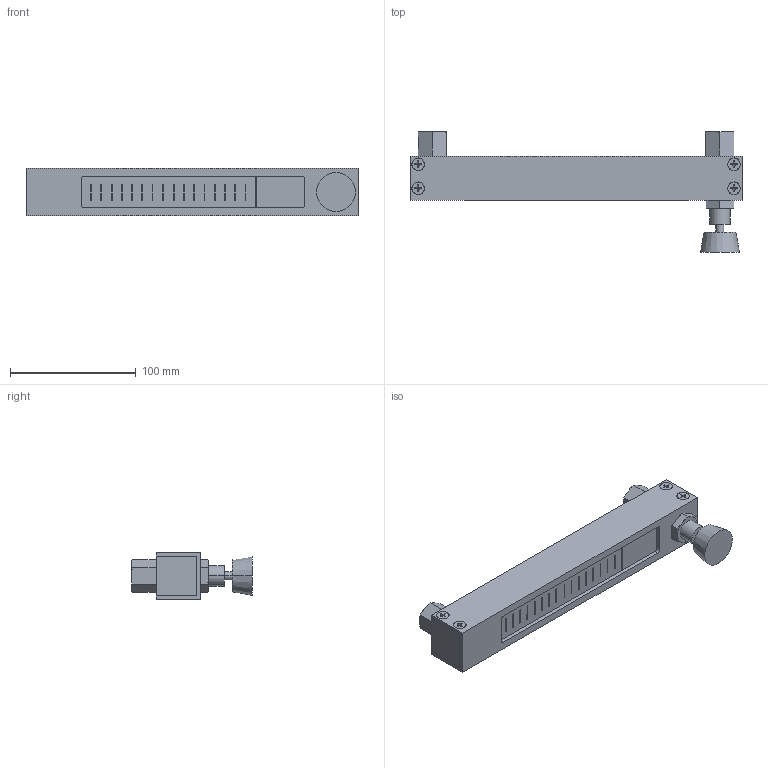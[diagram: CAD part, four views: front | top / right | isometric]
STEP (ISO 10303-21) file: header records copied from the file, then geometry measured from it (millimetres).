
FILE_DESCRIPTION((''),'2;1');
FILE_NAME('MB18J701B122_ASM','2019-10-07T09:51:36',('Dlachman'),('MATHESON TRI-GAS'),'CREO PARAMETRIC BY PTC INC, 2018260','CREO PARAMETRIC BY PTC INC, 2018260','');
FILE_SCHEMA(('CONFIG_CONTROL_DESIGN'));
Length unit declared in the file: inch
Products named in the file (14): MFRA-0072-AY; MFTG-0068-BO; MFTG-0069-BO; MTBE-0066-GB; MCLO-0006-PV; MAAA-0002-BO; MVLV-0301-BO; MSCR-0025-SD; MSTO-0006-SA; MSTO-0007-SA; MFLT-0002-SA; MWIN-0006-PC_AF1; MWNB-0122-PC_ASM; MB18J701B122_ASM
Assembly tree (22 placements, depth 3):
  MB18J701B122_ASM
    MFRA-0072-AY
    MFTG-0068-BO
    MFTG-0069-BO
    MTBE-0066-GB
    MCLO-0006-PV  x2
    MAAA-0002-BO  x2
    MVLV-0301-BO
    MSCR-0025-SD  x8
    MSTO-0006-SA
    MSTO-0007-SA
    MFLT-0002-SA
    MWNB-0122-PC_ASM
      MWIN-0006-PC_AF1
Bounding box: 263.65 x 95.94 x 38.1 mm (x, y, z)
Volume: 185628.7 mm3; surface area: 130705 mm2
Topology: 23 solids, 33 shells, 683 faces, 1673 edges, 918 vertices
Faces by surface type: plane 239, bspline 160, cylinder 151, cone 84, torus 49
Entity records: 13683 total; most frequent: CARTESIAN_POINT 2951, DIRECTION 2254, ORIENTED_EDGE 2012, EDGE_CURVE 1026, AXIS2_PLACEMENT_3D 812, VERTEX_POINT 677, VECTOR 630, LINE 630
